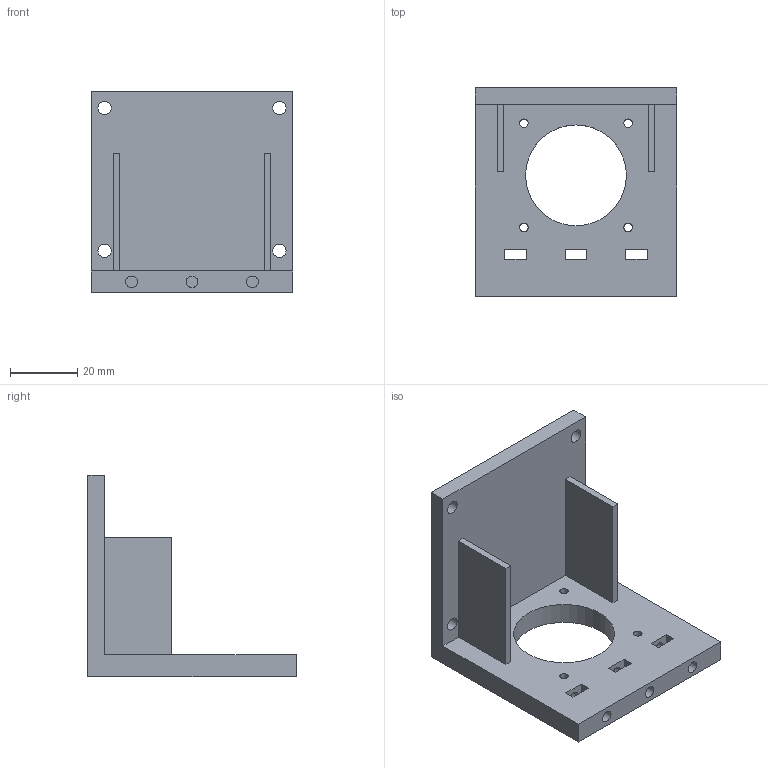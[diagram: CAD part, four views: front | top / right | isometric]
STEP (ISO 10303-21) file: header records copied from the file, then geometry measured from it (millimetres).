
FILE_DESCRIPTION(/* description */ (''),/* implementation_level */ '2;1');
FILE_NAME(/* name */ '',/* time_stamp */ '2026-02-06T17:12:46+03:00',/* author */ ('katya_notebook'),/* organization */ (''),/* preprocessor_version */ 'ST-DEVELOPER v20',/* originating_system */ 'Autodesk Inventor 2024',/* authorisation */ '');
FILE_SCHEMA (('AUTOMOTIVE_DESIGN { 1 0 10303 214 3 1 1 }'));
Length unit declared in the file: millimetre
Products named in the file (1): крепление
Bounding box: 60 x 62 x 60 mm (x, y, z)
Volume: 37289.5 mm3; surface area: 18931.4 mm2
Topology: 1 solids, 1 shells, 49 faces, 134 edges, 92 vertices
Faces by surface type: plane 31, cylinder 18
Full cylindrical faces by diameter (mm): 2.529 x4, 3.5 x9, 4 x4, 30 x1
Entity records: 1684 total; most frequent: CARTESIAN_POINT 274, DIRECTION 272, ORIENTED_EDGE 264, EDGE_CURVE 132, LINE 96, VECTOR 96, VERTEX_POINT 88, AXIS2_PLACEMENT_3D 88
